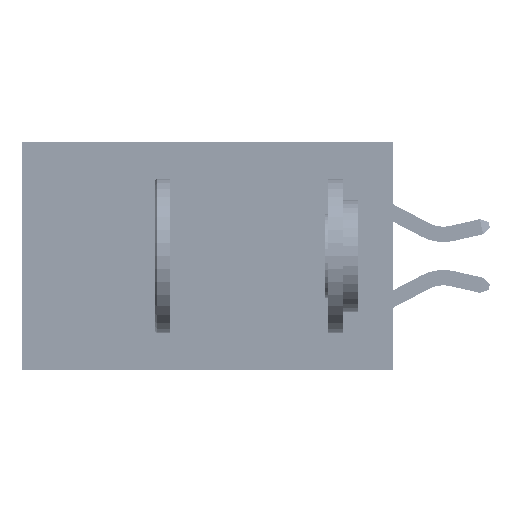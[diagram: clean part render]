
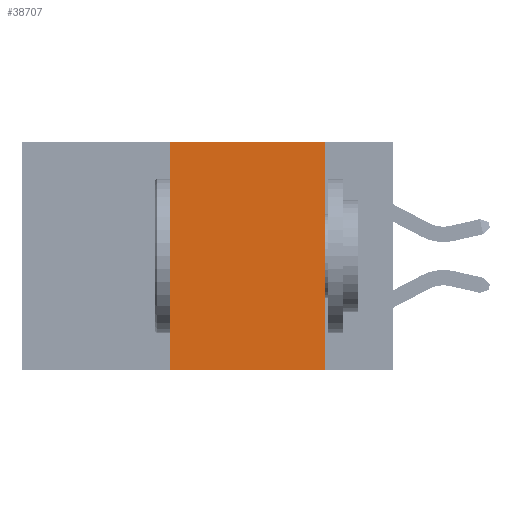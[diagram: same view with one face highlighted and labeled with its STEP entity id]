
A CAD part, left-side view. The second image highlights one B-rep face of the part: STEP entity #38707.
In plain terms, the highlighted planar face has unit normal (-1, 0, 0).
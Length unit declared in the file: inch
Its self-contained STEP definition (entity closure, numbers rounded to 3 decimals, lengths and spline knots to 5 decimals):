
#4134 = ORIENTED_EDGE ( 'NONE', *, *, #36400, .T. ) ;
#4817 = CARTESIAN_POINT ( 'NONE',  ( 0., 0.11, 0. ) ) ;
#7216 = DIRECTION ( 'NONE',  ( 1., 0., 0. ) ) ;
#7451 = CARTESIAN_POINT ( 'NONE',  ( 0., 0.36, -0.37 ) ) ;
#9822 = CARTESIAN_POINT ( 'NONE',  ( 0., 0.11, -0.37 ) ) ;
#11234 = DIRECTION ( 'NONE',  ( 0., 0., -1. ) ) ;
#14057 = VECTOR ( 'NONE', #33936, 39.37008 ) ;
#15184 = VERTEX_POINT ( 'NONE', #38740 ) ;
#17135 = ORIENTED_EDGE ( 'NONE', *, *, #35124, .F. ) ;
#17891 = ORIENTED_EDGE ( 'NONE', *, *, #42872, .F. ) ;
#18842 = LINE ( 'NONE', #47038, #35582 ) ;
#18860 = LINE ( 'NONE', #22411, #14057 ) ;
#20959 = EDGE_CURVE ( 'NONE', #15184, #25354, #18842, .T. ) ;
#22411 = CARTESIAN_POINT ( 'NONE',  ( 0., 0.36, 0. ) ) ;
#22586 = AXIS2_PLACEMENT_3D ( 'NONE', #26126, #7216, #11234 ) ;
#22892 = DIRECTION ( 'NONE',  ( 0., -1., 0. ) ) ;
#23998 = CARTESIAN_POINT ( 'NONE',  ( 0., 0.11, 0. ) ) ;
#24114 = DIRECTION ( 'NONE',  ( 0., -1., 0. ) ) ;
#25354 = VERTEX_POINT ( 'NONE', #23998 ) ;
#26126 = CARTESIAN_POINT ( 'NONE',  ( 0., 0.6, 0. ) ) ;
#28387 = DIRECTION ( 'NONE',  ( 0., 0., -1. ) ) ;
#29150 = EDGE_LOOP ( 'NONE', ( #17891, #42921, #17135, #4134 ) ) ;
#29565 = VECTOR ( 'NONE', #22892, 39.37008 ) ;
#30766 = LINE ( 'NONE', #41785, #29565 ) ;
#31166 = VERTEX_POINT ( 'NONE', #7451 ) ;
#32338 = VECTOR ( 'NONE', #28387, 39.37008 ) ;
#33936 = DIRECTION ( 'NONE',  ( 0., 0., 1. ) ) ;
#35124 = EDGE_CURVE ( 'NONE', #31166, #15184, #18860, .T. ) ;
#35582 = VECTOR ( 'NONE', #24114, 39.37008 ) ;
#35938 = LINE ( 'NONE', #4817, #32338 ) ;
#36400 = EDGE_CURVE ( 'NONE', #31166, #42926, #30766, .T. ) ;
#36497 = FACE_OUTER_BOUND ( 'NONE', #29150, .T. ) ;
#38707 = ADVANCED_FACE ( 'NONE', ( #36497 ), #49227, .F. ) ;
#38740 = CARTESIAN_POINT ( 'NONE',  ( 0., 0.36, 0. ) ) ;
#41785 = CARTESIAN_POINT ( 'NONE',  ( 0., 0.6, -0.37 ) ) ;
#42872 = EDGE_CURVE ( 'NONE', #25354, #42926, #35938, .T. ) ;
#42921 = ORIENTED_EDGE ( 'NONE', *, *, #20959, .F. ) ;
#42926 = VERTEX_POINT ( 'NONE', #9822 ) ;
#47038 = CARTESIAN_POINT ( 'NONE',  ( 0., 0.6, 0. ) ) ;
#49227 = PLANE ( 'NONE',  #22586 ) ;
